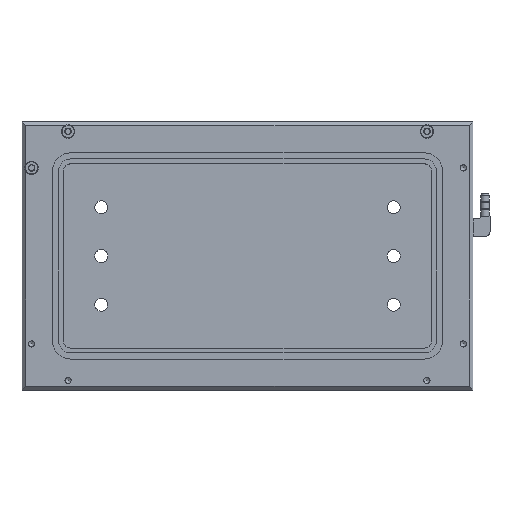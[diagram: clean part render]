
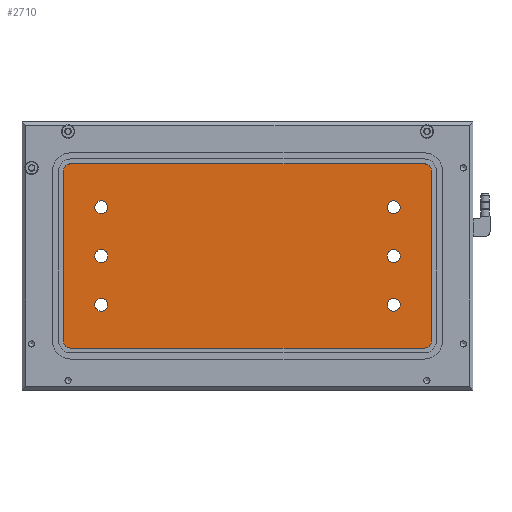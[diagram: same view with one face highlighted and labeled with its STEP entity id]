
A CAD part, top view. The second image highlights one B-rep face of the part: STEP entity #2710.
In plain terms, the highlighted planar face has unit normal (0, 0, 1).
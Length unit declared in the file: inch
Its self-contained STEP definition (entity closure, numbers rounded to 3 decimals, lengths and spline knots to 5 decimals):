
#214=FACE_BOUND('',#512,.T.);
#215=FACE_BOUND('',#513,.T.);
#216=FACE_BOUND('',#514,.T.);
#217=FACE_BOUND('',#515,.T.);
#218=FACE_BOUND('',#516,.T.);
#219=FACE_BOUND('',#517,.T.);
#255=PLANE('',#3014);
#341=FACE_OUTER_BOUND('',#511,.T.);
#511=EDGE_LOOP('',(#2022,#2023,#2024,#2025,#2026,#2027,#2028,#2029));
#512=EDGE_LOOP('',(#2030));
#513=EDGE_LOOP('',(#2031));
#514=EDGE_LOOP('',(#2032));
#515=EDGE_LOOP('',(#2033));
#516=EDGE_LOOP('',(#2034));
#517=EDGE_LOOP('',(#2035));
#717=LINE('',#4167,#898);
#721=LINE('',#4176,#902);
#722=LINE('',#4178,#903);
#723=LINE('',#4182,#904);
#898=VECTOR('',#3465,0.3937);
#902=VECTOR('',#3475,0.3937);
#903=VECTOR('',#3476,0.3937);
#904=VECTOR('',#3479,0.3937);
#1028=CIRCLE('',#2957,0.13299);
#1030=CIRCLE('',#2960,0.13299);
#1032=CIRCLE('',#2963,0.13299);
#1034=CIRCLE('',#2966,0.13299);
#1036=CIRCLE('',#2969,0.13299);
#1038=CIRCLE('',#2972,0.13299);
#1052=CIRCLE('',#3010,0.15748);
#1053=CIRCLE('',#3013,0.15748);
#1054=CIRCLE('',#3015,0.15748);
#1055=CIRCLE('',#3016,0.15748);
#1152=VERTEX_POINT('',#4025);
#1154=VERTEX_POINT('',#4031);
#1156=VERTEX_POINT('',#4037);
#1158=VERTEX_POINT('',#4043);
#1160=VERTEX_POINT('',#4049);
#1162=VERTEX_POINT('',#4055);
#1195=VERTEX_POINT('',#4160);
#1196=VERTEX_POINT('',#4161);
#1197=VERTEX_POINT('',#4166);
#1198=VERTEX_POINT('',#4170);
#1199=VERTEX_POINT('',#4171);
#1200=VERTEX_POINT('',#4177);
#1201=VERTEX_POINT('',#4179);
#1202=VERTEX_POINT('',#4181);
#1441=EDGE_CURVE('',#1152,#1152,#1028,.T.);
#1444=EDGE_CURVE('',#1154,#1154,#1030,.T.);
#1447=EDGE_CURVE('',#1156,#1156,#1032,.T.);
#1450=EDGE_CURVE('',#1158,#1158,#1034,.T.);
#1453=EDGE_CURVE('',#1160,#1160,#1036,.T.);
#1456=EDGE_CURVE('',#1162,#1162,#1038,.T.);
#1504=EDGE_CURVE('',#1195,#1196,#1052,.T.);
#1507=EDGE_CURVE('',#1195,#1197,#717,.T.);
#1509=EDGE_CURVE('',#1198,#1199,#1053,.T.);
#1512=EDGE_CURVE('',#1198,#1196,#721,.T.);
#1513=EDGE_CURVE('',#1200,#1199,#722,.T.);
#1514=EDGE_CURVE('',#1200,#1201,#1054,.T.);
#1515=EDGE_CURVE('',#1202,#1201,#723,.T.);
#1516=EDGE_CURVE('',#1202,#1197,#1055,.T.);
#2022=ORIENTED_EDGE('',*,*,#1504,.T.);
#2023=ORIENTED_EDGE('',*,*,#1512,.F.);
#2024=ORIENTED_EDGE('',*,*,#1509,.T.);
#2025=ORIENTED_EDGE('',*,*,#1513,.F.);
#2026=ORIENTED_EDGE('',*,*,#1514,.T.);
#2027=ORIENTED_EDGE('',*,*,#1515,.F.);
#2028=ORIENTED_EDGE('',*,*,#1516,.T.);
#2029=ORIENTED_EDGE('',*,*,#1507,.F.);
#2030=ORIENTED_EDGE('',*,*,#1441,.T.);
#2031=ORIENTED_EDGE('',*,*,#1444,.T.);
#2032=ORIENTED_EDGE('',*,*,#1447,.T.);
#2033=ORIENTED_EDGE('',*,*,#1450,.T.);
#2034=ORIENTED_EDGE('',*,*,#1453,.T.);
#2035=ORIENTED_EDGE('',*,*,#1456,.T.);
#2710=ADVANCED_FACE('',(#341,#214,#215,#216,#217,#218,#219),#255,.T.);
#2957=AXIS2_PLACEMENT_3D('',#4026,#3314,#3315);
#2960=AXIS2_PLACEMENT_3D('',#4032,#3321,#3322);
#2963=AXIS2_PLACEMENT_3D('',#4038,#3328,#3329);
#2966=AXIS2_PLACEMENT_3D('',#4044,#3335,#3336);
#2969=AXIS2_PLACEMENT_3D('',#4050,#3342,#3343);
#2972=AXIS2_PLACEMENT_3D('',#4056,#3349,#3350);
#3010=AXIS2_PLACEMENT_3D('',#4162,#3459,#3460);
#3013=AXIS2_PLACEMENT_3D('',#4172,#3469,#3470);
#3014=AXIS2_PLACEMENT_3D('',#4175,#3473,#3474);
#3015=AXIS2_PLACEMENT_3D('',#4180,#3477,#3478);
#3016=AXIS2_PLACEMENT_3D('',#4183,#3480,#3481);
#3314=DIRECTION('center_axis',(0.,0.,-1.));
#3315=DIRECTION('ref_axis',(1.,0.,0.));
#3321=DIRECTION('center_axis',(0.,0.,-1.));
#3322=DIRECTION('ref_axis',(1.,0.,0.));
#3328=DIRECTION('center_axis',(0.,0.,-1.));
#3329=DIRECTION('ref_axis',(1.,0.,0.));
#3335=DIRECTION('center_axis',(0.,0.,-1.));
#3336=DIRECTION('ref_axis',(1.,0.,0.));
#3342=DIRECTION('center_axis',(0.,0.,-1.));
#3343=DIRECTION('ref_axis',(1.,0.,0.));
#3349=DIRECTION('center_axis',(0.,0.,-1.));
#3350=DIRECTION('ref_axis',(1.,0.,0.));
#3459=DIRECTION('center_axis',(0.,0.,1.));
#3460=DIRECTION('ref_axis',(-0.707,-0.707,0.));
#3465=DIRECTION('',(0.,1.,0.));
#3469=DIRECTION('center_axis',(0.,0.,1.));
#3470=DIRECTION('ref_axis',(0.707,-0.707,0.));
#3473=DIRECTION('center_axis',(0.,0.,1.));
#3474=DIRECTION('ref_axis',(1.,0.,0.));
#3475=DIRECTION('',(-1.,0.,0.));
#3476=DIRECTION('',(0.,-1.,0.));
#3477=DIRECTION('center_axis',(0.,0.,1.));
#3478=DIRECTION('ref_axis',(0.707,0.707,0.));
#3479=DIRECTION('',(1.,0.,0.));
#3480=DIRECTION('center_axis',(0.,0.,1.));
#3481=DIRECTION('ref_axis',(-0.707,0.707,0.));
#4025=CARTESIAN_POINT('',(2.86701,-1.,0.33268));
#4026=CARTESIAN_POINT('Origin',(3.,-1.,0.33268));
#4031=CARTESIAN_POINT('',(-3.13299,1.,0.33268));
#4032=CARTESIAN_POINT('Origin',(-3.,1.,0.33268));
#4037=CARTESIAN_POINT('',(2.86701,0.,0.33268));
#4038=CARTESIAN_POINT('Origin',(3.,0.,0.33268));
#4043=CARTESIAN_POINT('',(-3.13299,0.,0.33268));
#4044=CARTESIAN_POINT('Origin',(-3.,0.,0.33268));
#4049=CARTESIAN_POINT('',(-3.13299,-1.,0.33268));
#4050=CARTESIAN_POINT('Origin',(-3.,-1.,0.33268));
#4055=CARTESIAN_POINT('',(2.86701,1.,0.33268));
#4056=CARTESIAN_POINT('Origin',(3.,1.,0.33268));
#4160=CARTESIAN_POINT('',(-3.77953,-1.73228,0.33268));
#4161=CARTESIAN_POINT('',(-3.62205,-1.88976,0.33268));
#4162=CARTESIAN_POINT('Origin',(-3.62205,-1.73228,0.33268));
#4166=CARTESIAN_POINT('',(-3.77953,1.73228,0.33268));
#4167=CARTESIAN_POINT('',(-3.77953,1.88976,0.33268));
#4170=CARTESIAN_POINT('',(3.62205,-1.88976,0.33268));
#4171=CARTESIAN_POINT('',(3.77953,-1.73228,0.33268));
#4172=CARTESIAN_POINT('Origin',(3.62205,-1.73228,0.33268));
#4175=CARTESIAN_POINT('Origin',(0.,0.,
0.33268));
#4176=CARTESIAN_POINT('',(-3.77953,-1.88976,0.33268));
#4177=CARTESIAN_POINT('',(3.77953,1.73228,0.33268));
#4178=CARTESIAN_POINT('',(3.77953,-1.88976,0.33268));
#4179=CARTESIAN_POINT('',(3.62205,1.88976,0.33268));
#4180=CARTESIAN_POINT('Origin',(3.62205,1.73228,0.33268));
#4181=CARTESIAN_POINT('',(-3.62205,1.88976,0.33268));
#4182=CARTESIAN_POINT('',(3.77953,1.88976,0.33268));
#4183=CARTESIAN_POINT('Origin',(-3.62205,1.73228,0.33268));
